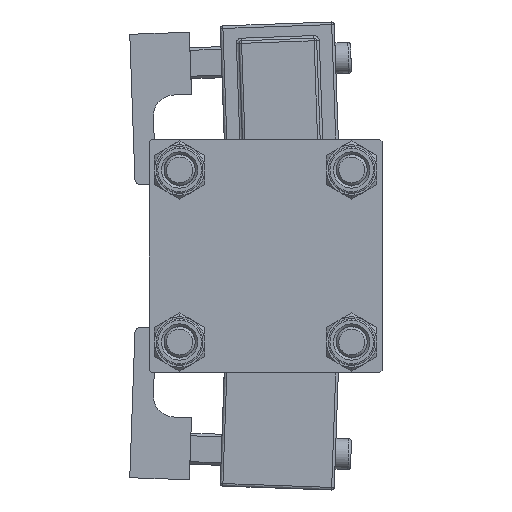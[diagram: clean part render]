
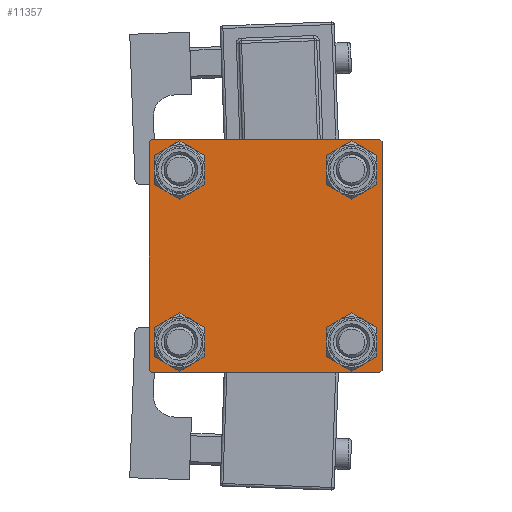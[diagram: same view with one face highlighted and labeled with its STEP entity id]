
A CAD part, left-side view. The second image highlights one B-rep face of the part: STEP entity #11357.
In plain terms, the highlighted planar face has unit normal (-1, 0, 0).
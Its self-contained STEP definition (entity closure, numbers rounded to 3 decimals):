
#98 = DIRECTION ( 'NONE',  ( 1., 0., 0. ) ) ;
#109 = CARTESIAN_POINT ( 'NONE',  ( 0., -22.5, 22. ) ) ;
#220 = EDGE_CURVE ( 'NONE', #22044, #27963, #30306, .T. ) ;
#541 = VERTEX_POINT ( 'NONE', #14651 ) ;
#728 = DIRECTION ( 'NONE',  ( 0., 0., -1. ) ) ;
#1505 = EDGE_CURVE ( 'NONE', #14312, #26636, #12370, .T. ) ;
#2235 = EDGE_LOOP ( 'NONE', ( #30139, #48673 ) ) ;
#2565 = DIRECTION ( 'NONE',  ( 0., -1., 0. ) ) ;
#2717 = LINE ( 'NONE', #53705, #51155 ) ;
#2816 = LINE ( 'NONE', #7338, #35230 ) ;
#3403 = CARTESIAN_POINT ( 'NONE',  ( 0., -16.6, 16.6 ) ) ;
#3699 = VECTOR ( 'NONE', #52599, 1000. ) ;
#3755 = CARTESIAN_POINT ( 'NONE',  ( 0., 16.6, -13.1 ) ) ;
#4444 = DIRECTION ( 'NONE',  ( 0., 0., 1. ) ) ;
#4464 = ORIENTED_EDGE ( 'NONE', *, *, #29759, .F. ) ;
#5547 = DIRECTION ( 'NONE',  ( 0., 0., 1. ) ) ;
#6064 = DIRECTION ( 'NONE',  ( 1., 0., 0. ) ) ;
#6266 = DIRECTION ( 'NONE',  ( 0., 0., 1. ) ) ;
#6607 = VERTEX_POINT ( 'NONE', #109 ) ;
#6654 = ORIENTED_EDGE ( 'NONE', *, *, #33711, .T. ) ;
#7173 = VECTOR ( 'NONE', #728, 1000. ) ;
#7302 = VECTOR ( 'NONE', #2565, 1000. ) ;
#7338 = CARTESIAN_POINT ( 'NONE',  ( 0., 22.5, -22.5 ) ) ;
#7696 = ORIENTED_EDGE ( 'NONE', *, *, #31883, .T. ) ;
#7867 = VECTOR ( 'NONE', #45618, 1000. ) ;
#9068 = CARTESIAN_POINT ( 'NONE',  ( 0., -22., -22.5 ) ) ;
#9296 = CARTESIAN_POINT ( 'NONE',  ( 0., 22., 22.5 ) ) ;
#9751 = LINE ( 'NONE', #35358, #7173 ) ;
#10327 = CARTESIAN_POINT ( 'NONE',  ( 0., -16.6, 16.6 ) ) ;
#11025 = VERTEX_POINT ( 'NONE', #9296 ) ;
#11357 = ADVANCED_FACE ( 'NONE', ( #41619, #46967, #16537, #20221, #25287 ), #16268, .T. ) ;
#12370 = LINE ( 'NONE', #41941, #7867 ) ;
#12402 = VECTOR ( 'NONE', #22644, 1000. ) ;
#12888 = CARTESIAN_POINT ( 'NONE',  ( 0., 22.25, -22.25 ) ) ;
#13078 = EDGE_CURVE ( 'NONE', #11025, #38335, #41978, .T. ) ;
#13278 = CIRCLE ( 'NONE', #45643, 3.5 ) ;
#13321 = CIRCLE ( 'NONE', #44806, 3.5 ) ;
#14312 = VERTEX_POINT ( 'NONE', #9068 ) ;
#14374 = CARTESIAN_POINT ( 'NONE',  ( 0., 16.6, 13.1 ) ) ;
#14459 = EDGE_CURVE ( 'NONE', #45947, #14312, #2816, .T. ) ;
#14651 = CARTESIAN_POINT ( 'NONE',  ( 0., 16.6, -20.1 ) ) ;
#14766 = ORIENTED_EDGE ( 'NONE', *, *, #13078, .F. ) ;
#14783 = DIRECTION ( 'NONE',  ( 0., 0., 1. ) ) ;
#14785 = CARTESIAN_POINT ( 'NONE',  ( 0., -22.5, -22. ) ) ;
#16268 = PLANE ( 'NONE',  #32406 ) ;
#16537 = FACE_BOUND ( 'NONE', #47572, .T. ) ;
#17017 = ORIENTED_EDGE ( 'NONE', *, *, #36701, .T. ) ;
#17956 = CARTESIAN_POINT ( 'NONE',  ( 0., -16.6, -20.1 ) ) ;
#18215 = ORIENTED_EDGE ( 'NONE', *, *, #45832, .T. ) ;
#18295 = ORIENTED_EDGE ( 'NONE', *, *, #40671, .T. ) ;
#18674 = LINE ( 'NONE', #40361, #12402 ) ;
#18998 = DIRECTION ( 'NONE',  ( 1., 0., 0. ) ) ;
#19894 = CARTESIAN_POINT ( 'NONE',  ( 0., 16.6, 20.1 ) ) ;
#19947 = CARTESIAN_POINT ( 'NONE',  ( 0., 0., 0. ) ) ;
#19964 = ORIENTED_EDGE ( 'NONE', *, *, #34107, .T. ) ;
#20221 = FACE_BOUND ( 'NONE', #34157, .T. ) ;
#20280 = DIRECTION ( 'NONE',  ( 0., -1., 0. ) ) ;
#20727 = VERTEX_POINT ( 'NONE', #40588 ) ;
#21709 = VERTEX_POINT ( 'NONE', #51622 ) ;
#22044 = VERTEX_POINT ( 'NONE', #17956 ) ;
#22180 = LINE ( 'NONE', #12888, #3699 ) ;
#22361 = CARTESIAN_POINT ( 'NONE',  ( 0., 16.6, 16.6 ) ) ;
#22644 = DIRECTION ( 'NONE',  ( 0., 0., -1. ) ) ;
#23511 = DIRECTION ( 'NONE',  ( 0., 0., 1. ) ) ;
#24119 = ORIENTED_EDGE ( 'NONE', *, *, #24414, .T. ) ;
#24414 = EDGE_CURVE ( 'NONE', #20727, #21709, #33764, .T. ) ;
#25015 = DIRECTION ( 'NONE',  ( 0., 0., 1. ) ) ;
#25111 = CARTESIAN_POINT ( 'NONE',  ( 0., 22.5, -22. ) ) ;
#25287 = FACE_OUTER_BOUND ( 'NONE', #32914, .T. ) ;
#25525 = VERTEX_POINT ( 'NONE', #3755 ) ;
#25574 = CARTESIAN_POINT ( 'NONE',  ( 0., 16.6, 16.6 ) ) ;
#25870 = ORIENTED_EDGE ( 'NONE', *, *, #14459, .T. ) ;
#25981 = VERTEX_POINT ( 'NONE', #14374 ) ;
#26636 = VERTEX_POINT ( 'NONE', #14785 ) ;
#26991 = CARTESIAN_POINT ( 'NONE',  ( 0., 16.6, -16.6 ) ) ;
#27963 = VERTEX_POINT ( 'NONE', #38329 ) ;
#29195 = LINE ( 'NONE', #32826, #42368 ) ;
#29759 = EDGE_CURVE ( 'NONE', #6607, #26636, #18674, .T. ) ;
#29791 = DIRECTION ( 'NONE',  ( -1., 0., 0. ) ) ;
#30139 = ORIENTED_EDGE ( 'NONE', *, *, #33480, .T. ) ;
#30255 = DIRECTION ( 'NONE',  ( 0., 0., 1. ) ) ;
#30306 = CIRCLE ( 'NONE', #52783, 3.5 ) ;
#31457 = EDGE_CURVE ( 'NONE', #25981, #36280, #49234, .T. ) ;
#31566 = CARTESIAN_POINT ( 'NONE',  ( 0., 22.5, 22. ) ) ;
#31883 = EDGE_CURVE ( 'NONE', #21709, #20727, #13278, .T. ) ;
#32344 = EDGE_CURVE ( 'NONE', #541, #25525, #46568, .T. ) ;
#32406 = AXIS2_PLACEMENT_3D ( 'NONE', #19947, #29791, #25015 ) ;
#32556 = CIRCLE ( 'NONE', #44317, 3.5 ) ;
#32826 = CARTESIAN_POINT ( 'NONE',  ( 0., -22.25, 22.25 ) ) ;
#32914 = EDGE_LOOP ( 'NONE', ( #17017, #46377, #25870, #46075, #4464, #18295, #14766, #19964 ) ) ;
#33000 = AXIS2_PLACEMENT_3D ( 'NONE', #25574, #33709, #4444 ) ;
#33480 = EDGE_CURVE ( 'NONE', #27963, #22044, #51116, .T. ) ;
#33523 = EDGE_LOOP ( 'NONE', ( #7696, #24119 ) ) ;
#33709 = DIRECTION ( 'NONE',  ( 1., 0., 0. ) ) ;
#33711 = EDGE_CURVE ( 'NONE', #25525, #541, #13321, .T. ) ;
#33764 = CIRCLE ( 'NONE', #34656, 3.5 ) ;
#33787 = DIRECTION ( 'NONE',  ( 1., 0., 0. ) ) ;
#34107 = EDGE_CURVE ( 'NONE', #11025, #50875, #2717, .T. ) ;
#34157 = EDGE_LOOP ( 'NONE', ( #18215, #45585 ) ) ;
#34656 = AXIS2_PLACEMENT_3D ( 'NONE', #10327, #52855, #5547 ) ;
#34853 = AXIS2_PLACEMENT_3D ( 'NONE', #26991, #39913, #52875 ) ;
#35230 = VECTOR ( 'NONE', #20280, 1000. ) ;
#35358 = CARTESIAN_POINT ( 'NONE',  ( 0., 22.5, 22.5 ) ) ;
#36280 = VERTEX_POINT ( 'NONE', #19894 ) ;
#36693 = AXIS2_PLACEMENT_3D ( 'NONE', #53388, #6064, #14783 ) ;
#36701 = EDGE_CURVE ( 'NONE', #50875, #54386, #9751, .T. ) ;
#36706 = CARTESIAN_POINT ( 'NONE',  ( 0., 16.6, -16.6 ) ) ;
#36930 = DIRECTION ( 'NONE',  ( 1., 0., 0. ) ) ;
#37755 = DIRECTION ( 'NONE',  ( 0., 0., 1. ) ) ;
#38329 = CARTESIAN_POINT ( 'NONE',  ( 0., -16.6, -13.1 ) ) ;
#38335 = VERTEX_POINT ( 'NONE', #52922 ) ;
#39551 = ORIENTED_EDGE ( 'NONE', *, *, #32344, .T. ) ;
#39913 = DIRECTION ( 'NONE',  ( 1., 0., 0. ) ) ;
#40361 = CARTESIAN_POINT ( 'NONE',  ( 0., -22.5, 22.5 ) ) ;
#40490 = EDGE_CURVE ( 'NONE', #54386, #45947, #22180, .T. ) ;
#40588 = CARTESIAN_POINT ( 'NONE',  ( 0., -16.6, 13.1 ) ) ;
#40671 = EDGE_CURVE ( 'NONE', #6607, #38335, #29195, .T. ) ;
#41155 = CARTESIAN_POINT ( 'NONE',  ( 0., -16.6, -16.6 ) ) ;
#41619 = FACE_BOUND ( 'NONE', #33523, .T. ) ;
#41941 = CARTESIAN_POINT ( 'NONE',  ( 0., -22.25, -22.25 ) ) ;
#41978 = LINE ( 'NONE', #50463, #7302 ) ;
#42368 = VECTOR ( 'NONE', #46634, 1000. ) ;
#44317 = AXIS2_PLACEMENT_3D ( 'NONE', #22361, #98, #30255 ) ;
#44806 = AXIS2_PLACEMENT_3D ( 'NONE', #36706, #18998, #23511 ) ;
#45585 = ORIENTED_EDGE ( 'NONE', *, *, #31457, .T. ) ;
#45618 = DIRECTION ( 'NONE',  ( 0., -0.707, 0.707 ) ) ;
#45643 = AXIS2_PLACEMENT_3D ( 'NONE', #3403, #33787, #37755 ) ;
#45832 = EDGE_CURVE ( 'NONE', #36280, #25981, #32556, .T. ) ;
#45947 = VERTEX_POINT ( 'NONE', #54414 ) ;
#46075 = ORIENTED_EDGE ( 'NONE', *, *, #1505, .T. ) ;
#46377 = ORIENTED_EDGE ( 'NONE', *, *, #40490, .T. ) ;
#46568 = CIRCLE ( 'NONE', #34853, 3.5 ) ;
#46634 = DIRECTION ( 'NONE',  ( 0., 0.707, 0.707 ) ) ;
#46967 = FACE_BOUND ( 'NONE', #2235, .T. ) ;
#47572 = EDGE_LOOP ( 'NONE', ( #6654, #39551 ) ) ;
#48673 = ORIENTED_EDGE ( 'NONE', *, *, #220, .T. ) ;
#49234 = CIRCLE ( 'NONE', #33000, 3.5 ) ;
#50463 = CARTESIAN_POINT ( 'NONE',  ( 0., 22.5, 22.5 ) ) ;
#50875 = VERTEX_POINT ( 'NONE', #31566 ) ;
#51116 = CIRCLE ( 'NONE', #36693, 3.5 ) ;
#51155 = VECTOR ( 'NONE', #54532, 1000. ) ;
#51622 = CARTESIAN_POINT ( 'NONE',  ( 0., -16.6, 20.1 ) ) ;
#52599 = DIRECTION ( 'NONE',  ( 0., -0.707, -0.707 ) ) ;
#52783 = AXIS2_PLACEMENT_3D ( 'NONE', #41155, #36930, #6266 ) ;
#52855 = DIRECTION ( 'NONE',  ( 1., 0., 0. ) ) ;
#52875 = DIRECTION ( 'NONE',  ( 0., 0., 1. ) ) ;
#52922 = CARTESIAN_POINT ( 'NONE',  ( 0., -22., 22.5 ) ) ;
#53388 = CARTESIAN_POINT ( 'NONE',  ( 0., -16.6, -16.6 ) ) ;
#53705 = CARTESIAN_POINT ( 'NONE',  ( 0., 22.25, 22.25 ) ) ;
#54386 = VERTEX_POINT ( 'NONE', #25111 ) ;
#54414 = CARTESIAN_POINT ( 'NONE',  ( 0., 22., -22.5 ) ) ;
#54532 = DIRECTION ( 'NONE',  ( 0., 0.707, -0.707 ) ) ;
